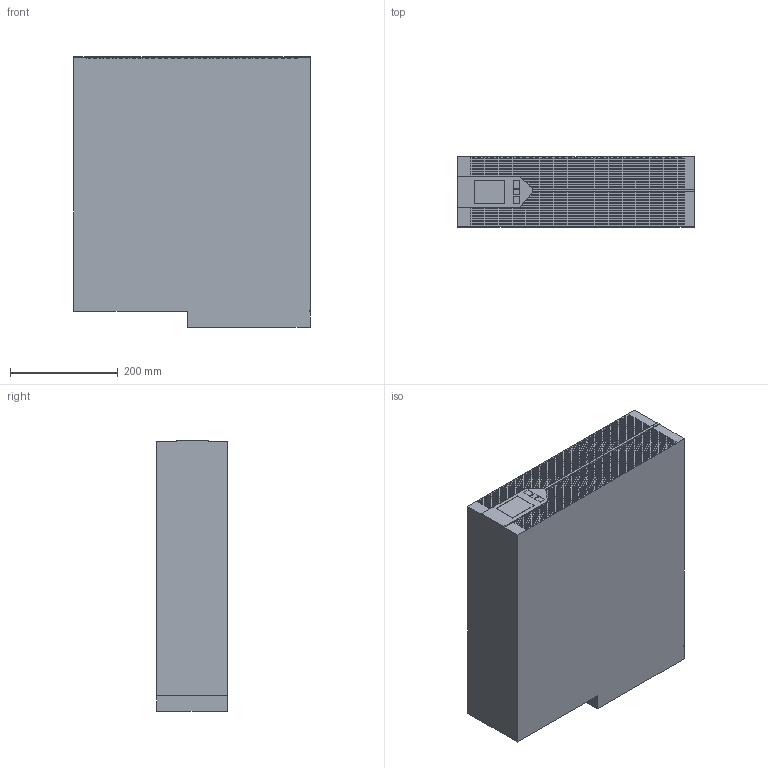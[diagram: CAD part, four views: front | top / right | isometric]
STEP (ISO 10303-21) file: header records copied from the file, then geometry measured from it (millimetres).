
FILE_DESCRIPTION (( 'STEP AP203' ), '1' );
FILE_NAME ('ÈÁÏ òèïà MPOR-010-2-00.STEP', '2023-10-13T08:45:47', ( '' ), ( '' ), 'SwSTEP 2.0', 'SolidWorks 2022', '' );
FILE_SCHEMA (( 'CONFIG_CONTROL_DESIGN' ));
Products named in the file (1): ИБП типа MPOR-010-2-00
Bounding box: 438 x 130 x 502 mm (x, y, z)
Volume: 27644150.3 mm3; surface area: 694146.2 mm2
Topology: 1 solids, 1 shells, 5055 faces, 15047 edges, 10029 vertices
Faces by surface type: plane 5055
Entity records: 165982 total; most frequent: CARTESIAN_POINT 30132, ORIENTED_EDGE 30094, DIRECTION 25159, VECTOR 15047, EDGE_CURVE 15047, LINE 15047, VERTEX_POINT 10029, EDGE_LOOP 5090
